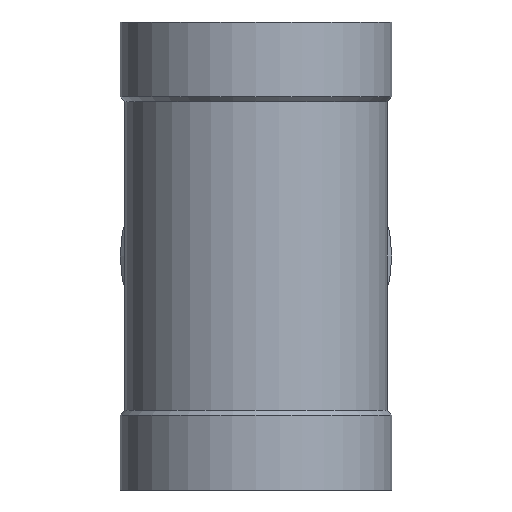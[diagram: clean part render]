
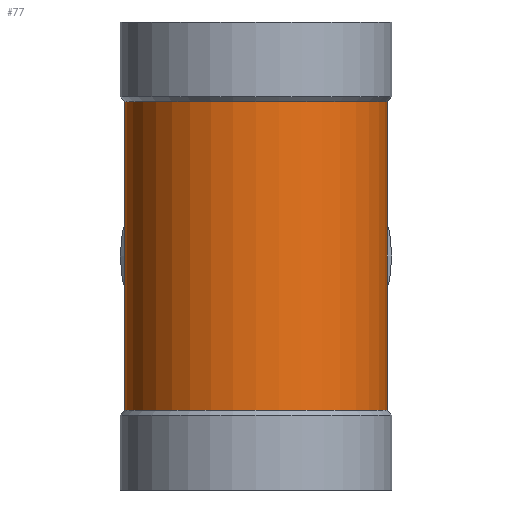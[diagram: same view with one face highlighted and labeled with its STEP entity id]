
A CAD part, left-side view. The second image highlights one B-rep face of the part: STEP entity #77.
In plain terms, the highlighted cylindrical face has radius 70 mm (diameter 140 mm), a full revolution.
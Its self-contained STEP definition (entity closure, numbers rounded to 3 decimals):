
#77 = ADVANCED_FACE( '', ( #167, #168, #169 ), #170, .T. );
#167 = FACE_OUTER_BOUND( '', #252, .T. );
#168 = FACE_BOUND( '', #253, .T. );
#169 = FACE_OUTER_BOUND( '', #254, .T. );
#170 = CYLINDRICAL_SURFACE( '', #255, 70. );
#252 = EDGE_LOOP( '', ( #368 ) );
#253 = EDGE_LOOP( '', ( #369, #370 ) );
#254 = EDGE_LOOP( '', ( #371 ) );
#255 = AXIS2_PLACEMENT_3D( '', #372, #373, #374 );
#368 = ORIENTED_EDGE( '', *, *, #400, .T. );
#369 = ORIENTED_EDGE( '', *, *, #418, .F. );
#370 = ORIENTED_EDGE( '', *, *, #419, .F. );
#371 = ORIENTED_EDGE( '', *, *, #388, .F. );
#372 = CARTESIAN_POINT( '', ( 0., 0., -125. ) );
#373 = DIRECTION( '', ( 0., 0., 1. ) );
#374 = DIRECTION( '', ( -1., 0., 0. ) );
#388 = EDGE_CURVE( '', #433, #433, #434, .T. );
#400 = EDGE_CURVE( '', #452, #452, #453, .T. );
#418 = EDGE_CURVE( '', #479, #480, #481, .T. );
#419 = EDGE_CURVE( '', #480, #479, #482, .F. );
#433 = VERTEX_POINT( '', #496 );
#434 = CIRCLE( '', #497, 70. );
#452 = VERTEX_POINT( '', #515 );
#453 = CIRCLE( '', #516, 70. );
#479 = VERTEX_POINT( '', #542 );
#480 = VERTEX_POINT( '', #543 );
#481 = ELLIPSE( '', #544, 98.995, 70. );
#482 = ELLIPSE( '', #545, 98.995, 70. );
#496 = CARTESIAN_POINT( '', ( -70., 0., -82.5 ) );
#497 = AXIS2_PLACEMENT_3D( '', #560, #561, #562 );
#515 = CARTESIAN_POINT( '', ( -70., 0., 82.5 ) );
#516 = AXIS2_PLACEMENT_3D( '', #581, #582, #583 );
#542 = CARTESIAN_POINT( '', ( 0., 70., 0. ) );
#543 = CARTESIAN_POINT( '', ( 0., -70., 0. ) );
#544 = AXIS2_PLACEMENT_3D( '', #608, #609, #610 );
#545 = AXIS2_PLACEMENT_3D( '', #611, #612, #613 );
#560 = CARTESIAN_POINT( '', ( 0., 0., -82.5 ) );
#561 = DIRECTION( '', ( 0., 0., -1. ) );
#562 = DIRECTION( '', ( -1., 0., 0. ) );
#581 = CARTESIAN_POINT( '', ( 0., 0., 82.5 ) );
#582 = DIRECTION( '', ( 0., 0., -1. ) );
#583 = DIRECTION( '', ( -1., 0., 0. ) );
#608 = CARTESIAN_POINT( '', ( 0., 0., 0. ) );
#609 = DIRECTION( '', ( 0.707, 0., -0.707 ) );
#610 = DIRECTION( '', ( -0.707, 0., -0.707 ) );
#611 = CARTESIAN_POINT( '', ( 0., 0., 0. ) );
#612 = DIRECTION( '', ( -0.707, 0., -0.707 ) );
#613 = DIRECTION( '', ( 0.707, 0., -0.707 ) );
